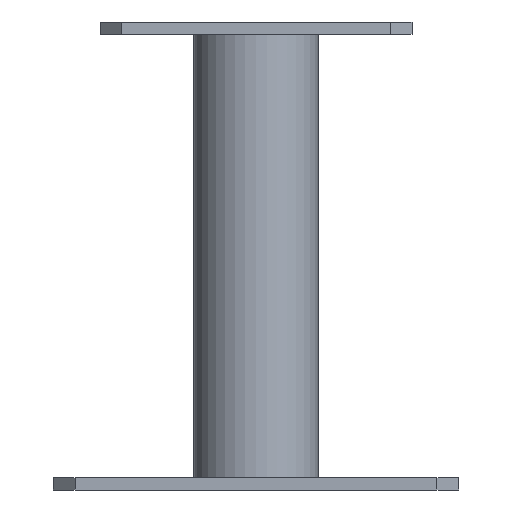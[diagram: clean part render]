
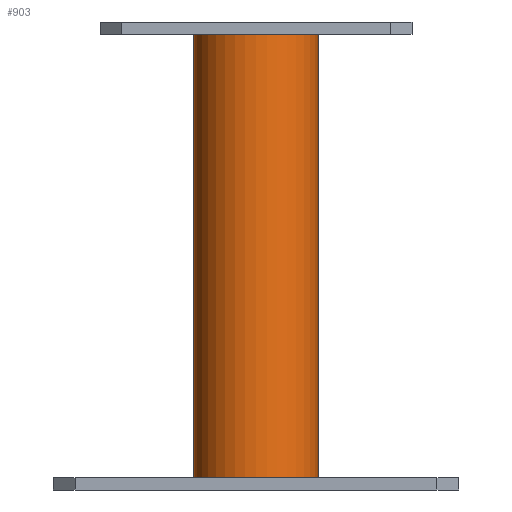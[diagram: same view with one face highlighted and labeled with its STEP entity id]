
A CAD part, front view. The second image highlights one B-rep face of the part: STEP entity #903.
In plain terms, the highlighted cylindrical face has radius 20 mm (diameter 40 mm), a full revolution.
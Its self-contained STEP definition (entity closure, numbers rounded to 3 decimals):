
#32 = PLANE('',#33);
#33 = AXIS2_PLACEMENT_3D('',#34,#35,#36);
#34 = CARTESIAN_POINT('',(-65.,-65.,4.));
#35 = DIRECTION('',(0.,0.,-1.));
#36 = DIRECTION('',(-1.,0.,0.));
#287 = EDGE_CURVE('',#288,#288,#290,.T.);
#288 = VERTEX_POINT('',#289);
#289 = CARTESIAN_POINT('',(20.,0.,4.));
#290 = SURFACE_CURVE('',#291,(#296,#307),.PCURVE_S1.);
#291 = CIRCLE('',#292,20.);
#292 = AXIS2_PLACEMENT_3D('',#293,#294,#295);
#293 = CARTESIAN_POINT('',(0.,0.,4.));
#294 = DIRECTION('',(0.,0.,1.));
#295 = DIRECTION('',(1.,0.,0.));
#296 = PCURVE('',#32,#297);
#297 = DEFINITIONAL_REPRESENTATION('',(#298),#306);
#298 = ( BOUNDED_CURVE() B_SPLINE_CURVE(2,(#299,#300,#301,#302,#303,#304
,#305),.UNSPECIFIED.,.T.,.F.) B_SPLINE_CURVE_WITH_KNOTS((1,2,2,2,2,1),(
    -2.094,0.,2.094,4.189,6.283,
8.378),.UNSPECIFIED.) CURVE() GEOMETRIC_REPRESENTATION_ITEM() 
RATIONAL_B_SPLINE_CURVE((1.,0.5,1.,0.5,1.,0.5,1.)) REPRESENTATION_ITEM(
  '') );
#299 = CARTESIAN_POINT('',(-85.,65.));
#300 = CARTESIAN_POINT('',(-85.,99.641));
#301 = CARTESIAN_POINT('',(-55.,82.321));
#302 = CARTESIAN_POINT('',(-25.,65.));
#303 = CARTESIAN_POINT('',(-55.,47.679));
#304 = CARTESIAN_POINT('',(-85.,30.359));
#305 = CARTESIAN_POINT('',(-85.,65.));
#306 = ( GEOMETRIC_REPRESENTATION_CONTEXT(2) 
PARAMETRIC_REPRESENTATION_CONTEXT() REPRESENTATION_CONTEXT('2D SPACE',''
  ) );
#307 = PCURVE('',#308,#313);
#308 = CYLINDRICAL_SURFACE('',#309,20.);
#309 = AXIS2_PLACEMENT_3D('',#310,#311,#312);
#310 = CARTESIAN_POINT('',(0.,0.,4.));
#311 = DIRECTION('',(-0.,-0.,-1.));
#312 = DIRECTION('',(1.,0.,0.));
#313 = DEFINITIONAL_REPRESENTATION('',(#314),#318);
#314 = LINE('',#315,#316);
#315 = CARTESIAN_POINT('',(-0.,0.));
#316 = VECTOR('',#317,1.);
#317 = DIRECTION('',(-1.,0.));
#318 = ( GEOMETRIC_REPRESENTATION_CONTEXT(2) 
PARAMETRIC_REPRESENTATION_CONTEXT() REPRESENTATION_CONTEXT('2D SPACE',''
  ) );
#903 = ADVANCED_FACE('',(#904),#308,.T.);
#904 = FACE_BOUND('',#905,.F.);
#905 = EDGE_LOOP('',(#906,#929,#930,#931));
#906 = ORIENTED_EDGE('',*,*,#907,.F.);
#907 = EDGE_CURVE('',#288,#908,#910,.T.);
#908 = VERTEX_POINT('',#909);
#909 = CARTESIAN_POINT('',(20.,0.,146.));
#910 = SEAM_CURVE('',#911,(#915,#922),.PCURVE_S1.);
#911 = LINE('',#912,#913);
#912 = CARTESIAN_POINT('',(20.,0.,4.));
#913 = VECTOR('',#914,1.);
#914 = DIRECTION('',(0.,0.,1.));
#915 = PCURVE('',#308,#916);
#916 = DEFINITIONAL_REPRESENTATION('',(#917),#921);
#917 = LINE('',#918,#919);
#918 = CARTESIAN_POINT('',(-6.283,0.));
#919 = VECTOR('',#920,1.);
#920 = DIRECTION('',(-0.,-1.));
#921 = ( GEOMETRIC_REPRESENTATION_CONTEXT(2) 
PARAMETRIC_REPRESENTATION_CONTEXT() REPRESENTATION_CONTEXT('2D SPACE',''
  ) );
#922 = PCURVE('',#308,#923);
#923 = DEFINITIONAL_REPRESENTATION('',(#924),#928);
#924 = LINE('',#925,#926);
#925 = CARTESIAN_POINT('',(-0.,0.));
#926 = VECTOR('',#927,1.);
#927 = DIRECTION('',(-0.,-1.));
#928 = ( GEOMETRIC_REPRESENTATION_CONTEXT(2) 
PARAMETRIC_REPRESENTATION_CONTEXT() REPRESENTATION_CONTEXT('2D SPACE',''
  ) );
#929 = ORIENTED_EDGE('',*,*,#287,.F.);
#930 = ORIENTED_EDGE('',*,*,#907,.T.);
#931 = ORIENTED_EDGE('',*,*,#932,.T.);
#932 = EDGE_CURVE('',#908,#908,#933,.T.);
#933 = SURFACE_CURVE('',#934,(#939,#946),.PCURVE_S1.);
#934 = CIRCLE('',#935,20.);
#935 = AXIS2_PLACEMENT_3D('',#936,#937,#938);
#936 = CARTESIAN_POINT('',(0.,0.,146.));
#937 = DIRECTION('',(0.,0.,1.));
#938 = DIRECTION('',(1.,0.,0.));
#939 = PCURVE('',#308,#940);
#940 = DEFINITIONAL_REPRESENTATION('',(#941),#945);
#941 = LINE('',#942,#943);
#942 = CARTESIAN_POINT('',(-0.,-142.));
#943 = VECTOR('',#944,1.);
#944 = DIRECTION('',(-1.,0.));
#945 = ( GEOMETRIC_REPRESENTATION_CONTEXT(2) 
PARAMETRIC_REPRESENTATION_CONTEXT() REPRESENTATION_CONTEXT('2D SPACE',''
  ) );
#946 = PCURVE('',#947,#952);
#947 = PLANE('',#948);
#948 = AXIS2_PLACEMENT_3D('',#949,#950,#951);
#949 = CARTESIAN_POINT('',(-50.,-50.,146.));
#950 = DIRECTION('',(0.,0.,-1.));
#951 = DIRECTION('',(-1.,0.,0.));
#952 = DEFINITIONAL_REPRESENTATION('',(#953),#961);
#953 = ( BOUNDED_CURVE() B_SPLINE_CURVE(2,(#954,#955,#956,#957,#958,#959
,#960),.UNSPECIFIED.,.T.,.F.) B_SPLINE_CURVE_WITH_KNOTS((1,2,2,2,2,1),(
    -2.094,0.,2.094,4.189,6.283,
8.378),.UNSPECIFIED.) CURVE() GEOMETRIC_REPRESENTATION_ITEM() 
RATIONAL_B_SPLINE_CURVE((1.,0.5,1.,0.5,1.,0.5,1.)) REPRESENTATION_ITEM(
  '') );
#954 = CARTESIAN_POINT('',(-70.,50.));
#955 = CARTESIAN_POINT('',(-70.,84.641));
#956 = CARTESIAN_POINT('',(-40.,67.321));
#957 = CARTESIAN_POINT('',(-10.,50.));
#958 = CARTESIAN_POINT('',(-40.,32.679));
#959 = CARTESIAN_POINT('',(-70.,15.359));
#960 = CARTESIAN_POINT('',(-70.,50.));
#961 = ( GEOMETRIC_REPRESENTATION_CONTEXT(2) 
PARAMETRIC_REPRESENTATION_CONTEXT() REPRESENTATION_CONTEXT('2D SPACE',''
  ) );
